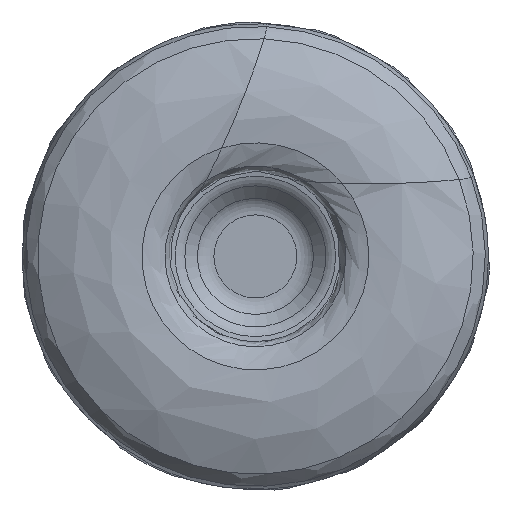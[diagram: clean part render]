
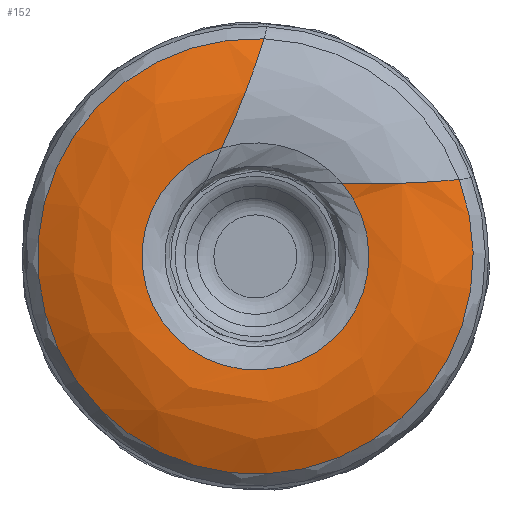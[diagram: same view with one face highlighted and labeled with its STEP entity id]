
A CAD part, left-side view. The second image highlights one B-rep face of the part: STEP entity #152.
In plain terms, the highlighted free-form (B-spline) face has degree [3, 3] with [4, 7] control points.
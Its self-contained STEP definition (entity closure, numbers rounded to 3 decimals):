
#71=(
BOUNDED_SURFACE()
B_SPLINE_SURFACE(3,3,((#1125,#1126,#1127,#1128,#1129,#1130,#1131),(#1132,
#1133,#1134,#1135,#1136,#1137,#1138),(#1139,#1140,#1141,#1142,#1143,#1144,
#1145),(#1146,#1147,#1148,#1149,#1150,#1151,#1152)),.UNSPECIFIED.,.F.,.F.,
 .F.)
B_SPLINE_SURFACE_WITH_KNOTS((4,4),(4,3,4),(0.,1.),(0.,0.5,1.),
 .UNSPECIFIED.)
GEOMETRIC_REPRESENTATION_ITEM()
RATIONAL_B_SPLINE_SURFACE(((1.,0.526,0.526,1.,0.526,
0.526,1.),(0.96,0.505,0.505,
0.96,0.505,0.505,0.96),
(0.96,0.505,0.505,0.96,
0.505,0.505,0.96),(1.,0.526,
0.526,1.,0.526,0.526,1.)))
REPRESENTATION_ITEM('')
SURFACE()
);
#152=ADVANCED_FACE('',(#180),#71,.F.);
#180=FACE_OUTER_BOUND('',#234,.T.);
#234=EDGE_LOOP('',(#318,#319,#320,#321));
#318=ORIENTED_EDGE('',*,*,#458,.F.);
#319=ORIENTED_EDGE('',*,*,#459,.F.);
#320=ORIENTED_EDGE('',*,*,#455,.T.);
#321=ORIENTED_EDGE('',*,*,#460,.F.);
#407=VERTEX_POINT('',#1088);
#408=VERTEX_POINT('',#1089);
#409=VERTEX_POINT('',#1121);
#410=VERTEX_POINT('',#1122);
#455=EDGE_CURVE('',#407,#408,#514,.T.);
#458=EDGE_CURVE('',#409,#410,#517,.T.);
#459=EDGE_CURVE('',#407,#409,#518,.T.);
#460=EDGE_CURVE('',#410,#408,#519,.T.);
#514=CIRCLE('',#589,3.899);
#517=CIRCLE('',#592,7.481);
#518=CIRCLE('',#593,6.);
#519=CIRCLE('',#594,6.);
#589=AXIS2_PLACEMENT_3D('',#1087,#722,#723);
#592=AXIS2_PLACEMENT_3D('',#1120,#728,#729);
#593=AXIS2_PLACEMENT_3D('',#1123,#730,#731);
#594=AXIS2_PLACEMENT_3D('',#1124,#732,#733);
#722=DIRECTION('',(1.,0.,0.));
#723=DIRECTION('',(0.,-0.764,0.645));
#728=DIRECTION('',(1.,0.,0.));
#729=DIRECTION('',(0.,-0.936,0.353));
#730=DIRECTION('',(-0.174,0.,0.985));
#731=DIRECTION('',(0.985,0.,0.174));
#732=DIRECTION('',(0.174,-0.907,-0.384));
#733=DIRECTION('',(0.985,0.16,0.068));
#1087=CARTESIAN_POINT('',(0.084,0.,0.));
#1088=CARTESIAN_POINT('',(0.084,-2.98,2.515));
#1089=CARTESIAN_POINT('',(0.084,1.154,3.725));
#1120=CARTESIAN_POINT('',(0.797,0.,0.));
#1121=CARTESIAN_POINT('',(0.797,-7.,2.641));
#1122=CARTESIAN_POINT('',(0.797,-0.298,7.475));
#1123=CARTESIAN_POINT('',(5.909,-3.99,3.542));
#1124=CARTESIAN_POINT('',(5.909,1.706,5.055));
#1125=CARTESIAN_POINT('',(0.084,-2.98,2.515));
#1126=CARTESIAN_POINT('',(0.084,-6.034,-1.104));
#1127=CARTESIAN_POINT('',(0.084,-3.45,-5.073));
#1128=CARTESIAN_POINT('',(0.084,1.095,-3.742));
#1129=CARTESIAN_POINT('',(0.084,5.641,-2.412));
#1130=CARTESIAN_POINT('',(0.084,5.678,2.324));
#1131=CARTESIAN_POINT('',(0.084,1.154,3.725));
#1132=CARTESIAN_POINT('',(-0.151,-4.378,2.473));
#1133=CARTESIAN_POINT('',(-0.151,-7.382,-2.843));
#1134=CARTESIAN_POINT('',(-0.151,-3.157,-7.253));
#1135=CARTESIAN_POINT('',(-0.151,2.283,-4.48));
#1136=CARTESIAN_POINT('',(-0.151,7.724,-1.707));
#1137=CARTESIAN_POINT('',(-0.151,6.638,4.302));
#1138=CARTESIAN_POINT('',(-0.151,0.571,4.996));
#1139=CARTESIAN_POINT('',(0.097,-5.773,2.517));
#1140=CARTESIAN_POINT('',(0.097,-8.83,-4.494));
#1141=CARTESIAN_POINT('',(0.097,-2.998,-9.443));
#1142=CARTESIAN_POINT('',(0.097,3.422,-5.287));
#1143=CARTESIAN_POINT('',(0.097,9.843,-1.13));
#1144=CARTESIAN_POINT('',(0.097,7.715,6.216));
#1145=CARTESIAN_POINT('',(0.097,0.067,6.298));
#1146=CARTESIAN_POINT('',(0.797,-7.,2.641));
#1147=CARTESIAN_POINT('',(0.797,-10.206,-5.86));
#1148=CARTESIAN_POINT('',(0.797,-2.992,-11.382));
#1149=CARTESIAN_POINT('',(0.797,4.377,-6.067));
#1150=CARTESIAN_POINT('',(0.797,11.745,-0.752));
#1151=CARTESIAN_POINT('',(0.797,8.781,7.836));
#1152=CARTESIAN_POINT('',(0.797,-0.298,7.475));
